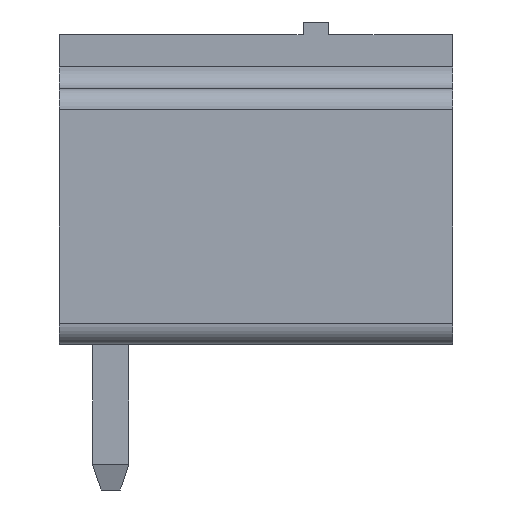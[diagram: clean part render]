
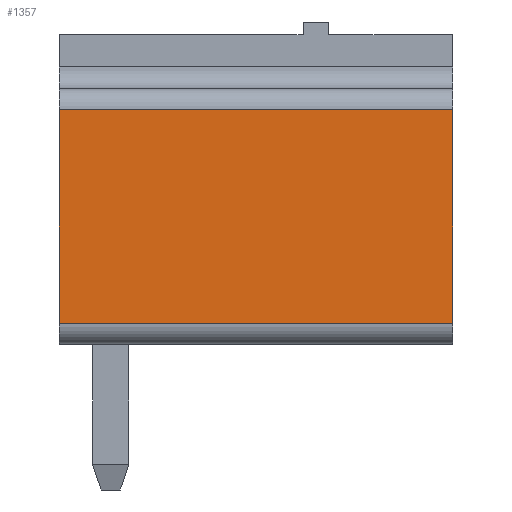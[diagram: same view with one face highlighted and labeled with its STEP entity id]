
A CAD part, left-side view. The second image highlights one B-rep face of the part: STEP entity #1357.
In plain terms, the highlighted planar face has unit normal (-1, 0, 0).
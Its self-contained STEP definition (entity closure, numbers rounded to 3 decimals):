
#32 = PLANE('',#33);
#33 = AXIS2_PLACEMENT_3D('',#34,#35,#36);
#34 = CARTESIAN_POINT('',(-7.1,1.2,0.));
#35 = DIRECTION('',(0.,1.,0.));
#36 = DIRECTION('',(-1.,0.,0.));
#57 = VERTEX_POINT('',#58);
#58 = CARTESIAN_POINT('',(-7.1,1.2,0.5));
#73 = CYLINDRICAL_SURFACE('',#74,0.5);
#74 = AXIS2_PLACEMENT_3D('',#75,#76,#77);
#75 = CARTESIAN_POINT('',(-6.6,1.2,0.5));
#76 = DIRECTION('',(0.,-1.,0.));
#77 = DIRECTION('',(0.,0.,-1.));
#85 = EDGE_CURVE('',#86,#57,#88,.T.);
#86 = VERTEX_POINT('',#87);
#87 = CARTESIAN_POINT('',(-7.1,1.2,5.5));
#88 = SURFACE_CURVE('',#89,(#93,#100),.PCURVE_S1.);
#89 = LINE('',#90,#91);
#90 = CARTESIAN_POINT('',(-7.1,1.2,6.));
#91 = VECTOR('',#92,1.);
#92 = DIRECTION('',(0.,0.,-1.));
#93 = PCURVE('',#32,#94);
#94 = DEFINITIONAL_REPRESENTATION('',(#95),#99);
#95 = LINE('',#96,#97);
#96 = CARTESIAN_POINT('',(0.,6.));
#97 = VECTOR('',#98,1.);
#98 = DIRECTION('',(0.,-1.));
#99 = ( GEOMETRIC_REPRESENTATION_CONTEXT(2)
PARAMETRIC_REPRESENTATION_CONTEXT() REPRESENTATION_CONTEXT('2D SPACE',''
) );
#100 = PCURVE('',#101,#106);
#101 = PLANE('',#102);
#102 = AXIS2_PLACEMENT_3D('',#103,#104,#105);
#103 = CARTESIAN_POINT('',(-7.1,1.2,6.));
#104 = DIRECTION('',(1.,0.,0.));
#105 = DIRECTION('',(0.,0.,-1.));
#106 = DEFINITIONAL_REPRESENTATION('',(#107),#111);
#107 = LINE('',#108,#109);
#108 = CARTESIAN_POINT('',(0.,0.));
#109 = VECTOR('',#110,1.);
#110 = DIRECTION('',(1.,0.));
#111 = ( GEOMETRIC_REPRESENTATION_CONTEXT(2)
PARAMETRIC_REPRESENTATION_CONTEXT() REPRESENTATION_CONTEXT('2D SPACE',''
) );
#134 = CYLINDRICAL_SURFACE('',#135,0.5);
#135 = AXIS2_PLACEMENT_3D('',#136,#137,#138);
#136 = CARTESIAN_POINT('',(-6.6,1.2,5.5));
#137 = DIRECTION('',(0.,-1.,0.));
#138 = DIRECTION('',(0.,0.,1.));
#479 = PLANE('',#480);
#480 = AXIS2_PLACEMENT_3D('',#481,#482,#483);
#481 = CARTESIAN_POINT('',(-7.1,-8.,0.));
#482 = DIRECTION('',(0.,1.,0.));
#483 = DIRECTION('',(-1.,0.,0.));
#1258 = EDGE_CURVE('',#57,#1259,#1261,.T.);
#1259 = VERTEX_POINT('',#1260);
#1260 = CARTESIAN_POINT('',(-7.1,-8.,0.5));
#1261 = SURFACE_CURVE('',#1262,(#1266,#1273),.PCURVE_S1.);
#1262 = LINE('',#1263,#1264);
#1263 = CARTESIAN_POINT('',(-7.1,1.2,0.5));
#1264 = VECTOR('',#1265,1.);
#1265 = DIRECTION('',(0.,-1.,0.));
#1266 = PCURVE('',#73,#1267);
#1267 = DEFINITIONAL_REPRESENTATION('',(#1268),#1272);
#1268 = LINE('',#1269,#1270);
#1269 = CARTESIAN_POINT('',(-1.571,0.));
#1270 = VECTOR('',#1271,1.);
#1271 = DIRECTION('',(0.,1.));
#1272 = ( GEOMETRIC_REPRESENTATION_CONTEXT(2)
PARAMETRIC_REPRESENTATION_CONTEXT() REPRESENTATION_CONTEXT('2D SPACE',''
) );
#1273 = PCURVE('',#101,#1274);
#1274 = DEFINITIONAL_REPRESENTATION('',(#1275),#1279);
#1275 = LINE('',#1276,#1277);
#1276 = CARTESIAN_POINT('',(5.5,0.));
#1277 = VECTOR('',#1278,1.);
#1278 = DIRECTION('',(0.,-1.));
#1279 = ( GEOMETRIC_REPRESENTATION_CONTEXT(2)
PARAMETRIC_REPRESENTATION_CONTEXT() REPRESENTATION_CONTEXT('2D SPACE',''
) );
#1357 = ADVANCED_FACE('',(#1358),#101,.F.);
#1358 = FACE_BOUND('',#1359,.F.);
#1359 = EDGE_LOOP('',(#1360,#1361,#1384,#1405));
#1360 = ORIENTED_EDGE('',*,*,#85,.F.);
#1361 = ORIENTED_EDGE('',*,*,#1362,.T.);
#1362 = EDGE_CURVE('',#86,#1363,#1365,.T.);
#1363 = VERTEX_POINT('',#1364);
#1364 = CARTESIAN_POINT('',(-7.1,-8.,5.5));
#1365 = SURFACE_CURVE('',#1366,(#1370,#1377),.PCURVE_S1.);
#1366 = LINE('',#1367,#1368);
#1367 = CARTESIAN_POINT('',(-7.1,1.2,5.5));
#1368 = VECTOR('',#1369,1.);
#1369 = DIRECTION('',(0.,-1.,0.));
#1370 = PCURVE('',#101,#1371);
#1371 = DEFINITIONAL_REPRESENTATION('',(#1372),#1376);
#1372 = LINE('',#1373,#1374);
#1373 = CARTESIAN_POINT('',(0.5,0.));
#1374 = VECTOR('',#1375,1.);
#1375 = DIRECTION('',(0.,-1.));
#1376 = ( GEOMETRIC_REPRESENTATION_CONTEXT(2)
PARAMETRIC_REPRESENTATION_CONTEXT() REPRESENTATION_CONTEXT('2D SPACE',''
) );
#1377 = PCURVE('',#134,#1378);
#1378 = DEFINITIONAL_REPRESENTATION('',(#1379),#1383);
#1379 = LINE('',#1380,#1381);
#1380 = CARTESIAN_POINT('',(1.571,0.));
#1381 = VECTOR('',#1382,1.);
#1382 = DIRECTION('',(0.,1.));
#1383 = ( GEOMETRIC_REPRESENTATION_CONTEXT(2)
PARAMETRIC_REPRESENTATION_CONTEXT() REPRESENTATION_CONTEXT('2D SPACE',''
) );
#1384 = ORIENTED_EDGE('',*,*,#1385,.T.);
#1385 = EDGE_CURVE('',#1363,#1259,#1386,.T.);
#1386 = SURFACE_CURVE('',#1387,(#1391,#1398),.PCURVE_S1.);
#1387 = LINE('',#1388,#1389);
#1388 = CARTESIAN_POINT('',(-7.1,-8.,6.));
#1389 = VECTOR('',#1390,1.);
#1390 = DIRECTION('',(0.,0.,-1.));
#1391 = PCURVE('',#101,#1392);
#1392 = DEFINITIONAL_REPRESENTATION('',(#1393),#1397);
#1393 = LINE('',#1394,#1395);
#1394 = CARTESIAN_POINT('',(0.,-9.2));
#1395 = VECTOR('',#1396,1.);
#1396 = DIRECTION('',(1.,0.));
#1397 = ( GEOMETRIC_REPRESENTATION_CONTEXT(2)
PARAMETRIC_REPRESENTATION_CONTEXT() REPRESENTATION_CONTEXT('2D SPACE',''
) );
#1398 = PCURVE('',#479,#1399);
#1399 = DEFINITIONAL_REPRESENTATION('',(#1400),#1404);
#1400 = LINE('',#1401,#1402);
#1401 = CARTESIAN_POINT('',(0.,6.));
#1402 = VECTOR('',#1403,1.);
#1403 = DIRECTION('',(0.,-1.));
#1404 = ( GEOMETRIC_REPRESENTATION_CONTEXT(2)
PARAMETRIC_REPRESENTATION_CONTEXT() REPRESENTATION_CONTEXT('2D SPACE',''
) );
#1405 = ORIENTED_EDGE('',*,*,#1258,.F.);
